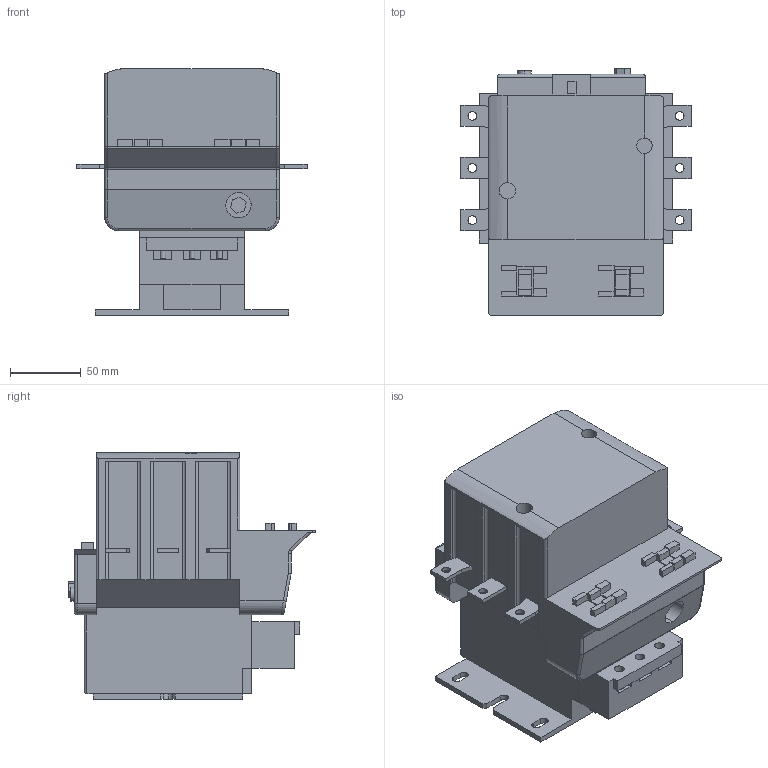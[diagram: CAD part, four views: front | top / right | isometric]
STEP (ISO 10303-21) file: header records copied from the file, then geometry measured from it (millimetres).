
FILE_DESCRIPTION (( 'STEP AP203' ), '1' );
FILE_NAME ('ﾊﾒﾝ-115ﾀ.STEP', '2018-03-20T08:11:50', ( '' ), ( '' ), 'SwSTEP 2.0', 'SolidWorks 2017', '' );
FILE_SCHEMA (( 'CONFIG_CONTROL_DESIGN' ));
Length unit declared in the file: millimetre
Products named in the file (1): ﾊﾒﾝ-115ﾀ
Bounding box: 163.2 x 175 x 175 mm (x, y, z)
Volume: 2270849.1 mm3; surface area: 157890.1 mm2
Topology: 4 solids, 4 shells, 406 faces, 1067 edges, 693 vertices
Faces by surface type: plane 288, cylinder 104, torus 10, bspline 2, sphere 2
Entity records: 12658 total; most frequent: CARTESIAN_POINT 2401, ORIENTED_EDGE 2130, DIRECTION 2057, EDGE_CURVE 1065, VECTOR 839, LINE 839, VERTEX_POINT 693, AXIS2_PLACEMENT_3D 609
